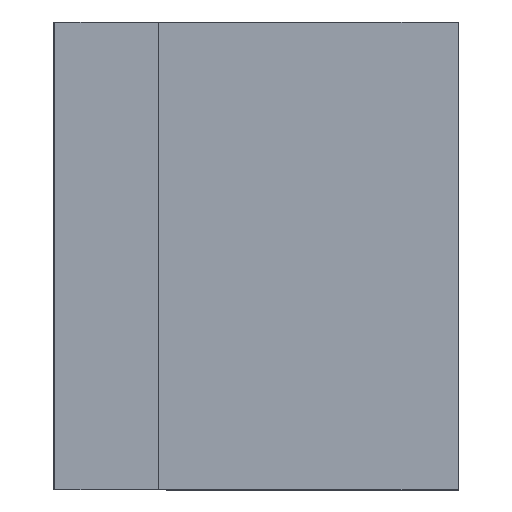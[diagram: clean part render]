
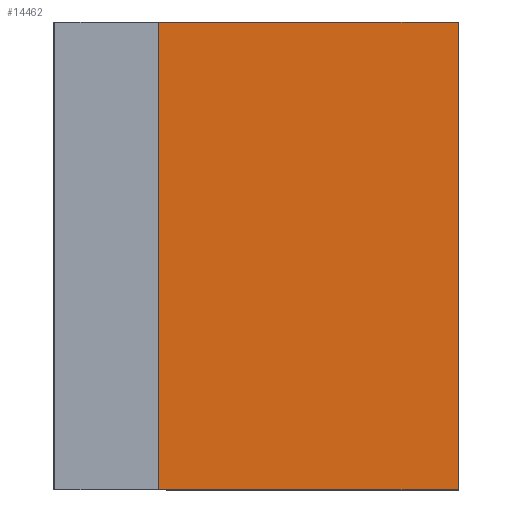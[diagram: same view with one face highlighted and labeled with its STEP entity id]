
A CAD part, left-side view. The second image highlights one B-rep face of the part: STEP entity #14462.
In plain terms, the highlighted planar face has unit normal (-1, 0, 0).
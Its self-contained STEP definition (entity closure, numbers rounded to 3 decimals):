
#189 = DIRECTION ( 'NONE',  ( 0., -1., 0. ) ) ;
#1116 = EDGE_CURVE ( 'NONE', #3162, #14484, #5606, .T. ) ;
#1393 = PLANE ( 'NONE',  #1868 ) ;
#1761 = CARTESIAN_POINT ( 'NONE',  ( 2., 300., -470. ) ) ;
#1813 = EDGE_CURVE ( 'NONE', #5983, #7327, #14267, .T. ) ;
#1868 = AXIS2_PLACEMENT_3D ( 'NONE', #6272, #11162, #189 ) ;
#2233 = CARTESIAN_POINT ( 'NONE',  ( 2., 300., 0. ) ) ;
#3080 = EDGE_CURVE ( 'NONE', #5983, #3162, #12726, .T. ) ;
#3162 = VERTEX_POINT ( 'NONE', #11701 ) ;
#3278 = CARTESIAN_POINT ( 'NONE',  ( 2., -1., -771.106 ) ) ;
#4440 = EDGE_LOOP ( 'NONE', ( #12740, #13920, #13732, #11343 ) ) ;
#5274 = VECTOR ( 'NONE', #8169, 1000. ) ;
#5606 = LINE ( 'NONE', #10495, #9988 ) ;
#5686 = VECTOR ( 'NONE', #6645, 1000. ) ;
#5983 = VERTEX_POINT ( 'NONE', #14378 ) ;
#6272 = CARTESIAN_POINT ( 'NONE',  ( 2., 300., -771.106 ) ) ;
#6645 = DIRECTION ( 'NONE',  ( 0., 1., 0. ) ) ;
#7106 = DIRECTION ( 'NONE',  ( 0., -1., 0. ) ) ;
#7327 = VERTEX_POINT ( 'NONE', #13894 ) ;
#8169 = DIRECTION ( 'NONE',  ( 0., 0., 1. ) ) ;
#9988 = VECTOR ( 'NONE', #15396, 1000. ) ;
#10017 = EDGE_CURVE ( 'NONE', #14484, #7327, #14413, .T. ) ;
#10495 = CARTESIAN_POINT ( 'NONE',  ( 2., 300., -771.106 ) ) ;
#11162 = DIRECTION ( 'NONE',  ( -1., 0., 0. ) ) ;
#11343 = ORIENTED_EDGE ( 'NONE', *, *, #1116, .F. ) ;
#11701 = CARTESIAN_POINT ( 'NONE',  ( 2., 300., -470. ) ) ;
#12361 = FACE_OUTER_BOUND ( 'NONE', #4440, .T. ) ;
#12594 = CARTESIAN_POINT ( 'NONE',  ( 2., 300., 0. ) ) ;
#12726 = LINE ( 'NONE', #1761, #5686 ) ;
#12740 = ORIENTED_EDGE ( 'NONE', *, *, #3080, .F. ) ;
#13732 = ORIENTED_EDGE ( 'NONE', *, *, #10017, .F. ) ;
#13894 = CARTESIAN_POINT ( 'NONE',  ( 2., -1., 0. ) ) ;
#13920 = ORIENTED_EDGE ( 'NONE', *, *, #1813, .T. ) ;
#14104 = VECTOR ( 'NONE', #7106, 1000. ) ;
#14267 = LINE ( 'NONE', #3278, #5274 ) ;
#14378 = CARTESIAN_POINT ( 'NONE',  ( 2., -1., -470. ) ) ;
#14413 = LINE ( 'NONE', #2233, #14104 ) ;
#14462 = ADVANCED_FACE ( 'NONE', ( #12361 ), #1393, .T. ) ;
#14484 = VERTEX_POINT ( 'NONE', #12594 ) ;
#15396 = DIRECTION ( 'NONE',  ( 0., 0., 1. ) ) ;
